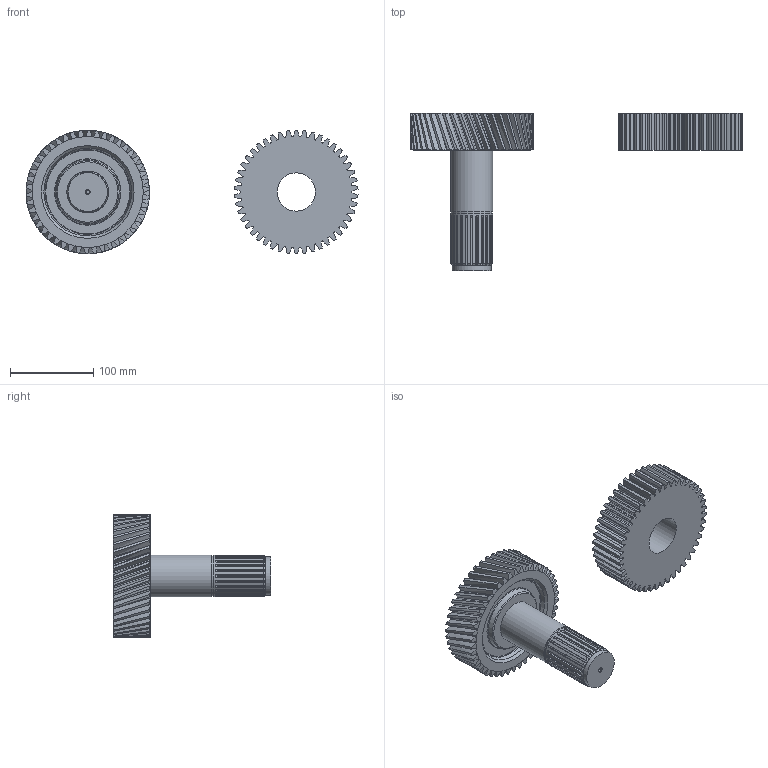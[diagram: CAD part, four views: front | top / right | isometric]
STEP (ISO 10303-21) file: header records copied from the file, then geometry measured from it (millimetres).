
FILE_DESCRIPTION(/* description */ (''),/* implementation_level */ '2;1');
FILE_NAME(/* name */ '123.stp',/* time_stamp */ '2024-08-19T14:53:58+08:00',/* author */ (''),/* organization */ (''),/* preprocessor_version */ 'ST-DEVELOPER v16.7',/* originating_system */ 'SIEMENS PLM Software NX 12.0',/* authorisation */ '');
FILE_SCHEMA (('AUTOMOTIVE_DESIGN { 1 0 10303 214 3 1 1 1 }'));
Length unit declared in the file: millimetre
Products named in the file (3): Body_sldprt; Body_2_sldprt; Gear _shaft 2_sldprt
Assembly tree (2 placements, depth 2):
  Gear _shaft 2_sldprt
    Body_2_sldprt
    Body_sldprt
Bounding box: 397.91 x 189 x 148 mm (x, y, z)
Volume: 1494267.6 mm3; surface area: 184663.1 mm2
Topology: 2 solids, 2 shells, 669 faces, 1957 edges, 1304 vertices
Faces by surface type: cylinder 263, bspline 186, plane 156, cone 60, torus 4
Full cylindrical faces by diameter (mm): 4 x2, 42 x1, 46 x2, 46.957 x1, 49 x1, 50 x2
Entity records: 26726 total; most frequent: CARTESIAN_POINT 10872, ORIENTED_EDGE 3842, DIRECTION 2810, EDGE_CURVE 1921, VERTEX_POINT 1293, AXIS2_PLACEMENT_3D 1103, EDGE_LOOP 708, ADVANCED_FACE 669
